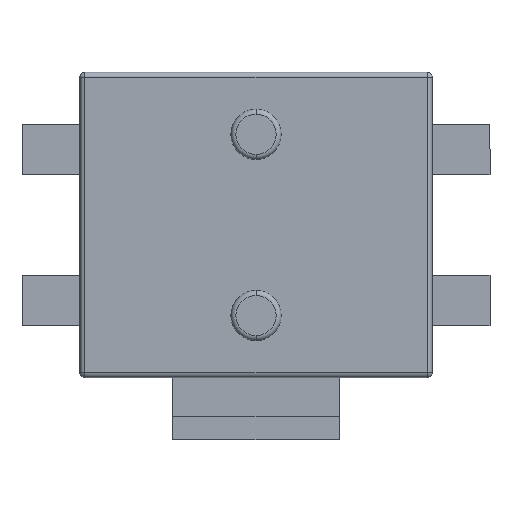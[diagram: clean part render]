
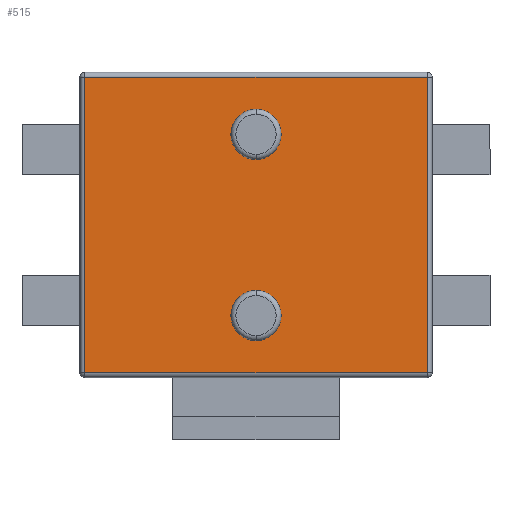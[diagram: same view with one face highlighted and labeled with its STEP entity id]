
A CAD part, front view. The second image highlights one B-rep face of the part: STEP entity #515.
In plain terms, the highlighted planar face has unit normal (0, -1, 0).
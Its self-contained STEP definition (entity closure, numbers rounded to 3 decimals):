
#14 = VERTEX_POINT ( 'NONE', #878 ) ;
#98 = EDGE_CURVE ( 'NONE', #1169, #1920, #1988, .T. ) ;
#105 = VECTOR ( 'NONE', #1548, 1000. ) ;
#113 = DIRECTION ( 'NONE',  ( 0., 0., 1. ) ) ;
#166 = VECTOR ( 'NONE', #863, 1000. ) ;
#184 = VERTEX_POINT ( 'NONE', #1911 ) ;
#190 = LINE ( 'NONE', #1288, #639 ) ;
#194 = LINE ( 'NONE', #1757, #1939 ) ;
#204 = EDGE_CURVE ( 'NONE', #381, #747, #194, .T. ) ;
#221 = DIRECTION ( 'NONE',  ( 0., -1., 0. ) ) ;
#238 = DIRECTION ( 'NONE',  ( 0., 0., 1. ) ) ;
#333 = CARTESIAN_POINT ( 'NONE',  ( 0., 0., 0.65 ) ) ;
#351 = CARTESIAN_POINT ( 'NONE',  ( 0., 0., -0.9 ) ) ;
#363 = ORIENTED_EDGE ( 'NONE', *, *, #98, .F. ) ;
#374 = EDGE_CURVE ( 'NONE', #1920, #1169, #623, .T. ) ;
#381 = VERTEX_POINT ( 'NONE', #1612 ) ;
#388 = AXIS2_PLACEMENT_3D ( 'NONE', #1305, #221, #411 ) ;
#404 = AXIS2_PLACEMENT_3D ( 'NONE', #1292, #1310, #1638 ) ;
#411 = DIRECTION ( 'NONE',  ( 0., 0., 1. ) ) ;
#413 = AXIS2_PLACEMENT_3D ( 'NONE', #520, #1124, #1275 ) ;
#449 = VERTEX_POINT ( 'NONE', #1960 ) ;
#460 = LINE ( 'NONE', #1387, #105 ) ;
#515 = ADVANCED_FACE ( 'NONE', ( #558, #1441, #1233 ), #1743, .F. ) ;
#520 = CARTESIAN_POINT ( 'NONE',  ( 0., 0., 0.9 ) ) ;
#558 = FACE_OUTER_BOUND ( 'NONE', #1199, .T. ) ;
#596 = ORIENTED_EDGE ( 'NONE', *, *, #1348, .T. ) ;
#623 = CIRCLE ( 'NONE', #1128, 0.25 ) ;
#639 = VECTOR ( 'NONE', #1624, 1000. ) ;
#720 = CARTESIAN_POINT ( 'NONE',  ( 0., 0., 1.466 ) ) ;
#736 = EDGE_LOOP ( 'NONE', ( #1129, #363 ) ) ;
#738 = ORIENTED_EDGE ( 'NONE', *, *, #1208, .T. ) ;
#747 = VERTEX_POINT ( 'NONE', #1674 ) ;
#749 = CIRCLE ( 'NONE', #388, 0.25 ) ;
#777 = ORIENTED_EDGE ( 'NONE', *, *, #1859, .T. ) ;
#785 = EDGE_LOOP ( 'NONE', ( #1093, #1516 ) ) ;
#863 = DIRECTION ( 'NONE',  ( -1., 0., 0. ) ) ;
#878 = CARTESIAN_POINT ( 'NONE',  ( -1.7, 0., -1.467 ) ) ;
#926 = CARTESIAN_POINT ( 'NONE',  ( 0., 0., 1.15 ) ) ;
#966 = EDGE_CURVE ( 'NONE', #449, #184, #749, .T. ) ;
#1050 = LINE ( 'NONE', #720, #166 ) ;
#1093 = ORIENTED_EDGE ( 'NONE', *, *, #966, .F. ) ;
#1124 = DIRECTION ( 'NONE',  ( 0., -1., 0. ) ) ;
#1128 = AXIS2_PLACEMENT_3D ( 'NONE', #1284, #1153, #238 ) ;
#1129 = ORIENTED_EDGE ( 'NONE', *, *, #374, .F. ) ;
#1153 = DIRECTION ( 'NONE',  ( 0., -1., 0. ) ) ;
#1169 = VERTEX_POINT ( 'NONE', #333 ) ;
#1199 = EDGE_LOOP ( 'NONE', ( #1611, #777, #738, #596 ) ) ;
#1208 = EDGE_CURVE ( 'NONE', #1427, #14, #460, .T. ) ;
#1233 = FACE_BOUND ( 'NONE', #736, .T. ) ;
#1247 = DIRECTION ( 'NONE',  ( 0., -1., 0. ) ) ;
#1275 = DIRECTION ( 'NONE',  ( 0., 0., 1. ) ) ;
#1281 = CIRCLE ( 'NONE', #1609, 0.25 ) ;
#1284 = CARTESIAN_POINT ( 'NONE',  ( 0., 0., 0.9 ) ) ;
#1288 = CARTESIAN_POINT ( 'NONE',  ( 0., 0., -1.467 ) ) ;
#1291 = DIRECTION ( 'NONE',  ( 0., 0., 1. ) ) ;
#1292 = CARTESIAN_POINT ( 'NONE',  ( 0., 0., 0. ) ) ;
#1305 = CARTESIAN_POINT ( 'NONE',  ( 0., 0., -0.9 ) ) ;
#1310 = DIRECTION ( 'NONE',  ( 0., 1., 0. ) ) ;
#1348 = EDGE_CURVE ( 'NONE', #14, #381, #190, .T. ) ;
#1387 = CARTESIAN_POINT ( 'NONE',  ( -1.7, 0., 0. ) ) ;
#1427 = VERTEX_POINT ( 'NONE', #1527 ) ;
#1438 = EDGE_CURVE ( 'NONE', #184, #449, #1281, .T. ) ;
#1441 = FACE_BOUND ( 'NONE', #785, .T. ) ;
#1516 = ORIENTED_EDGE ( 'NONE', *, *, #1438, .F. ) ;
#1527 = CARTESIAN_POINT ( 'NONE',  ( -1.7, 0., 1.466 ) ) ;
#1548 = DIRECTION ( 'NONE',  ( 0., 0., -1. ) ) ;
#1609 = AXIS2_PLACEMENT_3D ( 'NONE', #351, #1247, #113 ) ;
#1611 = ORIENTED_EDGE ( 'NONE', *, *, #204, .T. ) ;
#1612 = CARTESIAN_POINT ( 'NONE',  ( 1.7, 0., -1.467 ) ) ;
#1624 = DIRECTION ( 'NONE',  ( 1., 0., 0. ) ) ;
#1638 = DIRECTION ( 'NONE',  ( 0., 0., 1. ) ) ;
#1674 = CARTESIAN_POINT ( 'NONE',  ( 1.7, 0., 1.466 ) ) ;
#1743 = PLANE ( 'NONE',  #404 ) ;
#1757 = CARTESIAN_POINT ( 'NONE',  ( 1.7, 0., 0. ) ) ;
#1859 = EDGE_CURVE ( 'NONE', #747, #1427, #1050, .T. ) ;
#1911 = CARTESIAN_POINT ( 'NONE',  ( 0., 0., -1.15 ) ) ;
#1920 = VERTEX_POINT ( 'NONE', #926 ) ;
#1939 = VECTOR ( 'NONE', #1291, 1000. ) ;
#1960 = CARTESIAN_POINT ( 'NONE',  ( 0., 0., -0.65 ) ) ;
#1988 = CIRCLE ( 'NONE', #413, 0.25 ) ;
